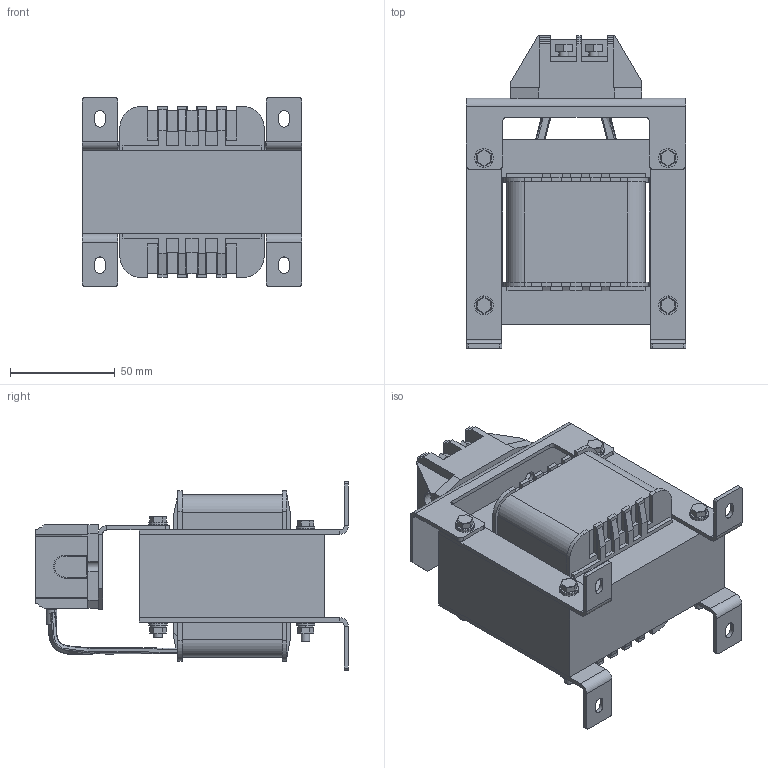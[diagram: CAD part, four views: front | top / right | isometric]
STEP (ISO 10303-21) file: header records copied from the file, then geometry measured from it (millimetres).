
FILE_DESCRIPTION (( 'STEP AP214' ), '1' );
FILE_NAME ('3D 斁麧錪 SKS-SACL-0025-AL.STEP', '2019-08-20T13:16:08', ( '' ), ( '' ), 'SwSTEP 2.0', 'SolidWorks 2015', '' );
FILE_SCHEMA (( 'AUTOMOTIVE_DESIGN' ));
Length unit declared in the file: millimetre
Products named in the file (16): 栫謱毿膻獥00; 忺覷齆趌00; Âèíò Ì4õ53_00; Øàéáà ïðóæèííàÿ 4 DIN 127_˜ ©¡  ¯àã¦¨­­ ï 4 DIN 127; Çåðêàëüíî îòðàçèòüÄåòàëü5^3D ìîäåëü SKS-SACL-0025-AL; Èçîëÿòîð_00; 扻鋋儆趌00; 侲膰翴籦鴀_00; Ïðîñòàâêà ñåðäå÷íèêà_00; Èçîëÿòîð_âåðõ_00; Ãàéêà Ì4 DIN 934_ƒ ©ª  Œ4 DIN 934; Êðîíøòåéí óãëîâîé_00; 櫻蠉錪5^3D 斁麧錪 SKS-SACL-0025-AL; 3D 斁麧錪 SKS-SACL-0025-AL; 鱼铍桕_00; ﾘ琺矜 4 DIN 125_丐ｩ｡ 4 DIN 125
Assembly tree (43 placements, depth 2):
  3D 斁麧錪 SKS-SACL-0025-AL
    栫謱毿膻獥00
    Êðîíøòåéí óãëîâîé_00  x4
    鱼铍桕_00
    Ïðîñòàâêà ñåðäå÷íèêà_00
    忺覷齆趌00
    Èçîëÿòîð_00
    Èçîëÿòîð_âåðõ_00
    ﾘ琺矜 4 DIN 125_丐ｩ｡ 4 DIN 125  x16
    Âèíò Ì4õ53_00  x4
    Øàéáà ïðóæèííàÿ 4 DIN 127_˜ ©¡  ¯àã¦¨­­ ï 4 DIN 127  x4
    Ãàéêà Ì4 DIN 934_ƒ ©ª  Œ4 DIN 934  x4
    櫻蠉錪5^3D 斁麧錪 SKS-SACL-0025-AL
    扻鋋儆趌00
    侲膰翴籦鴀_00  x2
    Çåðêàëüíî îòðàçèòüÄåòàëü5^3D ìîäåëü SKS-SACL-0025-AL
Bounding box: 105 x 149.5 x 90 mm (x, y, z)
Volume: 562413.5 mm3; surface area: 160357.2 mm2
Topology: 43 solids, 43 shells, 864 faces, 2152 edges, 1394 vertices
Faces by surface type: plane 632, cylinder 152, cone 56, bspline 16, torus 8
Full cylindrical faces by diameter (mm): 3.3 x4, 4 x8, 4.3 x16, 4.5 x14, 4.706 x4, 4.755 x4, 5.394 x2, 6 x2, 9 x16
Entity records: 27598 total; most frequent: CARTESIAN_POINT 11214, ORIENTED_EDGE 3030, DIRECTION 2848, EDGE_CURVE 1515, VECTOR 1298, LINE 1298, VERTEX_POINT 1013, AXIS2_PLACEMENT_3D 775
